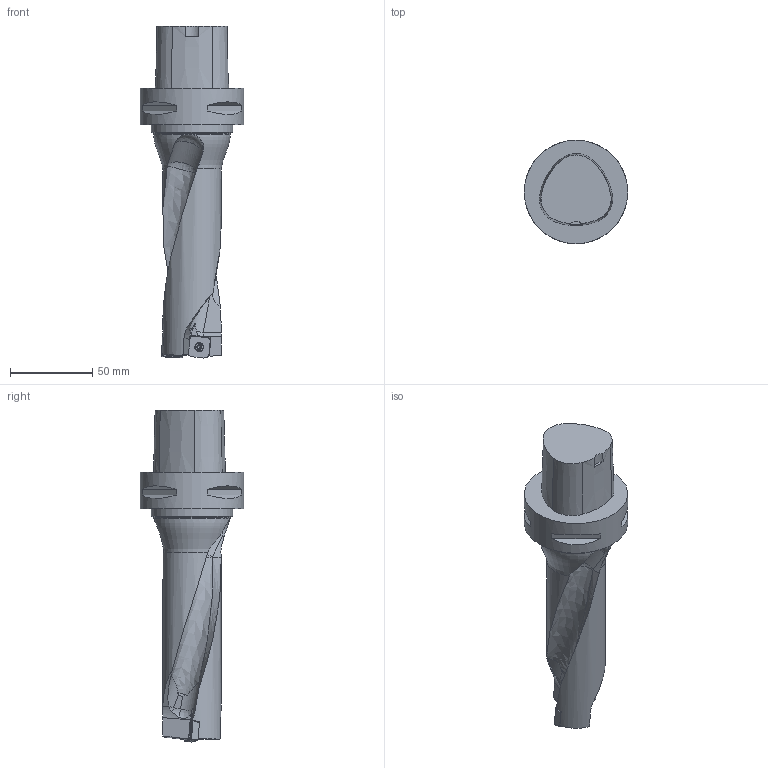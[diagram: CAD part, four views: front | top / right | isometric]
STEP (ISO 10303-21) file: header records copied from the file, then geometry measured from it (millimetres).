
FILE_DESCRIPTION(/* description */ (''),/* implementation_level */ '2;1');
FILE_NAME(/* name */ 'toolassembly_1.stp',/* time_stamp */ '2020-07-08T12:39:38+02:00',/* author */ (''),/* organization */ ('SMS'),/* preprocessor_version */ 'ST-DEVELOPER v16.7',/* originating_system */ 'SIEMENS PLM Software NX 12.0',/* authorisation */ '');
FILE_SCHEMA (('AUTOMOTIVE_DESIGN { 1 0 10303 214 3 1 1 1 }'));
Length unit declared in the file: millimetre
Products named in the file (5): CUT_20200708123635; CUT_20200708123633; NOCUT_20200708123624; ASSEMBLY_CONSTRUCTION; TOOLASSEMBLY_1
Assembly tree (4 placements, depth 2):
  TOOLASSEMBLY_1
    ASSEMBLY_CONSTRUCTION
    NOCUT_20200708123624
    CUT_20200708123633
    CUT_20200708123635
Bounding box: 63 x 63 x 201.99 mm (x, y, z)
Volume: 216332.2 mm3; surface area: 37073.8 mm2
Topology: 4 solids, 4 shells, 263 faces, 694 edges, 449 vertices
Faces by surface type: plane 104, cylinder 59, cone 28, bspline 25, extrusion 24, torus 11, sphere 10, revolution 2
Full cylindrical faces by diameter (mm): 3 x2, 4 x2, 4.8 x2, 46.5 x1, 49.5 x1, 63 x1
Entity records: 11765 total; most frequent: CARTESIAN_POINT 5409, ORIENTED_EDGE 1286, DIRECTION 1237, EDGE_CURVE 643, AXIS2_PLACEMENT_3D 487, VERTEX_POINT 428, EDGE_LOOP 307, ADVANCED_FACE 263
